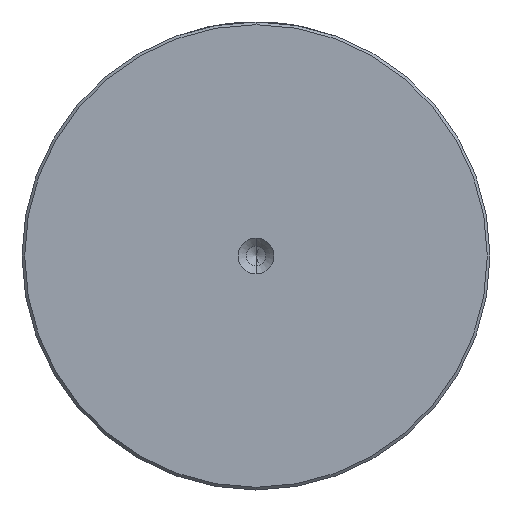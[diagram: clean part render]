
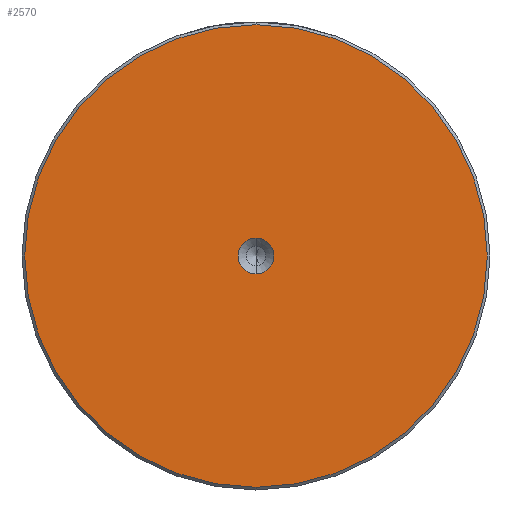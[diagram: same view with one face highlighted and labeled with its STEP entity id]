
A CAD part, left-side view. The second image highlights one B-rep face of the part: STEP entity #2570.
In plain terms, the highlighted planar face has unit normal (-1, 0, 0).
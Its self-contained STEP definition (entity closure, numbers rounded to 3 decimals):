
#5 = EDGE_LOOP ( 'NONE', ( #565, #743 ) ) ;
#33 = EDGE_CURVE ( 'NONE', #1758, #2642, #2553, .T. ) ;
#93 = EDGE_CURVE ( 'NONE', #2935, #499, #1148, .T. ) ;
#120 = AXIS2_PLACEMENT_3D ( 'NONE', #1797, #1553, #1292 ) ;
#126 = DIRECTION ( 'NONE',  ( 0., 0., 1. ) ) ;
#364 = CIRCLE ( 'NONE', #3072, 3.3 ) ;
#387 = CARTESIAN_POINT ( 'NONE',  ( 0., 0., 3.3 ) ) ;
#435 = CARTESIAN_POINT ( 'NONE',  ( 0., 0., 42.5 ) ) ;
#499 = VERTEX_POINT ( 'NONE', #435 ) ;
#527 = CARTESIAN_POINT ( 'NONE',  ( 0., 0., 0. ) ) ;
#565 = ORIENTED_EDGE ( 'NONE', *, *, #93, .T. ) ;
#609 = CARTESIAN_POINT ( 'NONE',  ( 0., 0., 0. ) ) ;
#626 = CARTESIAN_POINT ( 'NONE',  ( 0., 0., -3.3 ) ) ;
#743 = ORIENTED_EDGE ( 'NONE', *, *, #3034, .T. ) ;
#757 = AXIS2_PLACEMENT_3D ( 'NONE', #2756, #2733, #2717 ) ;
#762 = DIRECTION ( 'NONE',  ( 0., 0., 1. ) ) ;
#840 = DIRECTION ( 'NONE',  ( 0., 0., 1. ) ) ;
#876 = FACE_BOUND ( 'NONE', #1284, .T. ) ;
#1076 = CARTESIAN_POINT ( 'NONE',  ( 0., 0., 0. ) ) ;
#1148 = CIRCLE ( 'NONE', #757, 42.5 ) ;
#1156 = ORIENTED_EDGE ( 'NONE', *, *, #33, .F. ) ;
#1284 = EDGE_LOOP ( 'NONE', ( #1738, #1156 ) ) ;
#1292 = DIRECTION ( 'NONE',  ( 0., 0., 1. ) ) ;
#1426 = CARTESIAN_POINT ( 'NONE',  ( 0., 0., -42.5 ) ) ;
#1553 = DIRECTION ( 'NONE',  ( -1., 0., 0. ) ) ;
#1581 = FACE_OUTER_BOUND ( 'NONE', #5, .T. ) ;
#1674 = EDGE_CURVE ( 'NONE', #2642, #1758, #364, .T. ) ;
#1738 = ORIENTED_EDGE ( 'NONE', *, *, #1674, .F. ) ;
#1758 = VERTEX_POINT ( 'NONE', #626 ) ;
#1797 = CARTESIAN_POINT ( 'NONE',  ( 0., 0., 0. ) ) ;
#2136 = CIRCLE ( 'NONE', #2361, 42.5 ) ;
#2175 = DIRECTION ( 'NONE',  ( -1., 0., 0. ) ) ;
#2261 = DIRECTION ( 'NONE',  ( -1., 0., 0. ) ) ;
#2361 = AXIS2_PLACEMENT_3D ( 'NONE', #527, #2175, #762 ) ;
#2498 = DIRECTION ( 'NONE',  ( -1., 0., 0. ) ) ;
#2553 = CIRCLE ( 'NONE', #120, 3.3 ) ;
#2570 = ADVANCED_FACE ( 'NONE', ( #1581, #876 ), #2970, .T. ) ;
#2642 = VERTEX_POINT ( 'NONE', #387 ) ;
#2717 = DIRECTION ( 'NONE',  ( 0., 0., 1. ) ) ;
#2733 = DIRECTION ( 'NONE',  ( -1., 0., 0. ) ) ;
#2756 = CARTESIAN_POINT ( 'NONE',  ( 0., 0., 0. ) ) ;
#2935 = VERTEX_POINT ( 'NONE', #1426 ) ;
#2967 = AXIS2_PLACEMENT_3D ( 'NONE', #1076, #2498, #126 ) ;
#2970 = PLANE ( 'NONE',  #2967 ) ;
#3034 = EDGE_CURVE ( 'NONE', #499, #2935, #2136, .T. ) ;
#3072 = AXIS2_PLACEMENT_3D ( 'NONE', #609, #2261, #840 ) ;
